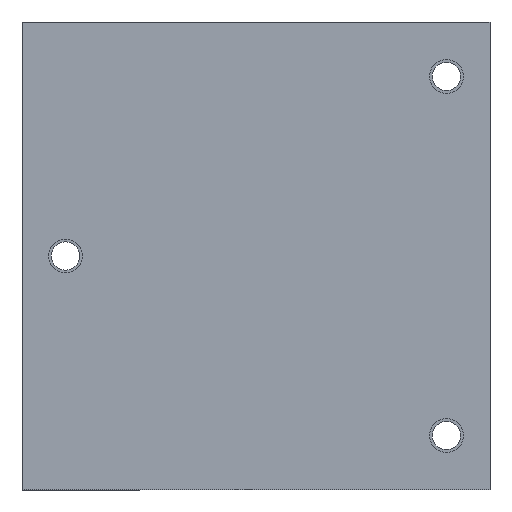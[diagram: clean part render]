
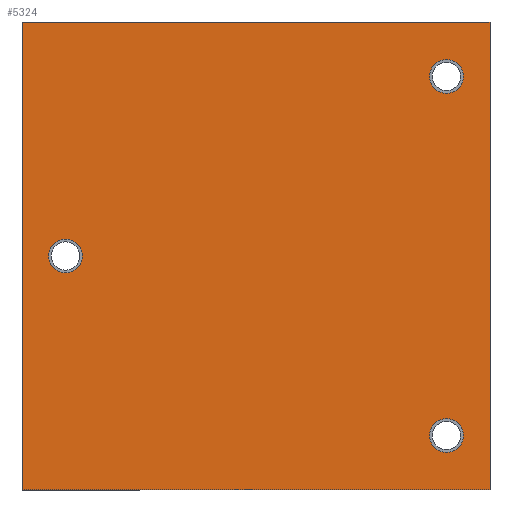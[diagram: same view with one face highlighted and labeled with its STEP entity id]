
A CAD part, front view. The second image highlights one B-rep face of the part: STEP entity #5324.
In plain terms, the highlighted planar face has unit normal (0, -1, 0).
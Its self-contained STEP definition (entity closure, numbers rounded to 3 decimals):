
#22 = ORIENTED_EDGE ( 'NONE', *, *, #2232, .F. ) ;
#68 = DIRECTION ( 'NONE',  ( 0., 0., -1. ) ) ;
#162 = CIRCLE ( 'NONE', #5256, 1.55 ) ;
#240 = FACE_BOUND ( 'NONE', #2343, .T. ) ;
#335 = FACE_BOUND ( 'NONE', #3072, .T. ) ;
#451 = CARTESIAN_POINT ( 'NONE',  ( -27.009, 0., -17.571 ) ) ;
#501 = DIRECTION ( 'NONE',  ( 0., 0., -1. ) ) ;
#531 = ORIENTED_EDGE ( 'NONE', *, *, #809, .F. ) ;
#532 = CARTESIAN_POINT ( 'NONE',  ( 11.991, 0., -12.571 ) ) ;
#604 = DIRECTION ( 'NONE',  ( 0., 0., 1. ) ) ;
#608 = DIRECTION ( 'NONE',  ( 0., 0., -1. ) ) ;
#637 = CARTESIAN_POINT ( 'NONE',  ( 11.991, 0., 20.429 ) ) ;
#645 = ORIENTED_EDGE ( 'NONE', *, *, #2735, .F. ) ;
#809 = EDGE_CURVE ( 'NONE', #3624, #1979, #4897, .T. ) ;
#842 = ORIENTED_EDGE ( 'NONE', *, *, #5205, .F. ) ;
#863 = CARTESIAN_POINT ( 'NONE',  ( 11.991, 0., 21.979 ) ) ;
#880 = CARTESIAN_POINT ( 'NONE',  ( -27.009, 0., 25.429 ) ) ;
#907 = DIRECTION ( 'NONE',  ( 0., 0., -1. ) ) ;
#971 = DIRECTION ( 'NONE',  ( 0., 0., 1. ) ) ;
#985 = LINE ( 'NONE', #5978, #5363 ) ;
#1025 = PLANE ( 'NONE',  #6492 ) ;
#1107 = DIRECTION ( 'NONE',  ( 0., 0., -1. ) ) ;
#1150 = CARTESIAN_POINT ( 'NONE',  ( 11.991, 0., 18.879 ) ) ;
#1160 = VERTEX_POINT ( 'NONE', #3558 ) ;
#1283 = EDGE_CURVE ( 'NONE', #1799, #4924, #1980, .T. ) ;
#1535 = CIRCLE ( 'NONE', #2144, 1.55 ) ;
#1564 = CARTESIAN_POINT ( 'NONE',  ( -23.009, 0., 5.479 ) ) ;
#1618 = CARTESIAN_POINT ( 'NONE',  ( 11.991, 0., -14.121 ) ) ;
#1626 = EDGE_CURVE ( 'NONE', #4924, #1799, #6422, .T. ) ;
#1678 = DIRECTION ( 'NONE',  ( 0., -1., 0. ) ) ;
#1799 = VERTEX_POINT ( 'NONE', #1150 ) ;
#1979 = VERTEX_POINT ( 'NONE', #451 ) ;
#1980 = CIRCLE ( 'NONE', #2315, 1.55 ) ;
#2124 = DIRECTION ( 'NONE',  ( 0., -1., 0. ) ) ;
#2144 = AXIS2_PLACEMENT_3D ( 'NONE', #2323, #2396, #501 ) ;
#2159 = CARTESIAN_POINT ( 'NONE',  ( 11.991, 0., 20.429 ) ) ;
#2187 = ORIENTED_EDGE ( 'NONE', *, *, #1283, .F. ) ;
#2203 = VERTEX_POINT ( 'NONE', #1618 ) ;
#2226 = AXIS2_PLACEMENT_3D ( 'NONE', #637, #2124, #608 ) ;
#2232 = EDGE_CURVE ( 'NONE', #2426, #2203, #4525, .T. ) ;
#2315 = AXIS2_PLACEMENT_3D ( 'NONE', #2159, #1678, #68 ) ;
#2319 = VECTOR ( 'NONE', #3392, 1000. ) ;
#2323 = CARTESIAN_POINT ( 'NONE',  ( -23.009, 0., 3.929 ) ) ;
#2343 = EDGE_LOOP ( 'NONE', ( #2187, #2953 ) ) ;
#2372 = DIRECTION ( 'NONE',  ( -1., 0., 0. ) ) ;
#2396 = DIRECTION ( 'NONE',  ( 0., -1., 0. ) ) ;
#2426 = VERTEX_POINT ( 'NONE', #3571 ) ;
#2448 = ORIENTED_EDGE ( 'NONE', *, *, #2475, .F. ) ;
#2475 = EDGE_CURVE ( 'NONE', #1160, #5788, #2909, .T. ) ;
#2623 = CARTESIAN_POINT ( 'NONE',  ( 11.991, 0., -12.571 ) ) ;
#2735 = EDGE_CURVE ( 'NONE', #1979, #5633, #5945, .T. ) ;
#2776 = CARTESIAN_POINT ( 'NONE',  ( 15.991, 0., -17.571 ) ) ;
#2896 = EDGE_LOOP ( 'NONE', ( #645, #531, #5706, #6096 ) ) ;
#2909 = CIRCLE ( 'NONE', #6364, 1.55 ) ;
#2953 = ORIENTED_EDGE ( 'NONE', *, *, #1626, .F. ) ;
#3034 = LINE ( 'NONE', #880, #2319 ) ;
#3072 = EDGE_LOOP ( 'NONE', ( #2448, #842 ) ) ;
#3078 = DIRECTION ( 'NONE',  ( 0., 1., 0. ) ) ;
#3178 = DIRECTION ( 'NONE',  ( 0., 0., -1. ) ) ;
#3300 = VECTOR ( 'NONE', #971, 1000. ) ;
#3392 = DIRECTION ( 'NONE',  ( 1., 0., 0. ) ) ;
#3558 = CARTESIAN_POINT ( 'NONE',  ( -23.009, 0., 2.379 ) ) ;
#3571 = CARTESIAN_POINT ( 'NONE',  ( 11.991, 0., -11.021 ) ) ;
#3598 = CARTESIAN_POINT ( 'NONE',  ( 0., 0., 0. ) ) ;
#3624 = VERTEX_POINT ( 'NONE', #2776 ) ;
#3718 = CARTESIAN_POINT ( 'NONE',  ( -27.009, 0., -17.571 ) ) ;
#3727 = FACE_OUTER_BOUND ( 'NONE', #2896, .T. ) ;
#4067 = ORIENTED_EDGE ( 'NONE', *, *, #5729, .F. ) ;
#4525 = CIRCLE ( 'NONE', #6535, 1.55 ) ;
#4664 = VECTOR ( 'NONE', #2372, 1000. ) ;
#4721 = CARTESIAN_POINT ( 'NONE',  ( -23.009, 0., 3.929 ) ) ;
#4837 = CARTESIAN_POINT ( 'NONE',  ( 15.991, 0., 25.429 ) ) ;
#4853 = EDGE_CURVE ( 'NONE', #5633, #5492, #3034, .T. ) ;
#4897 = LINE ( 'NONE', #3718, #4664 ) ;
#4924 = VERTEX_POINT ( 'NONE', #863 ) ;
#4980 = EDGE_CURVE ( 'NONE', #5492, #3624, #985, .T. ) ;
#5059 = EDGE_LOOP ( 'NONE', ( #4067, #22 ) ) ;
#5205 = EDGE_CURVE ( 'NONE', #5788, #1160, #1535, .T. ) ;
#5253 = FACE_BOUND ( 'NONE', #5059, .T. ) ;
#5256 = AXIS2_PLACEMENT_3D ( 'NONE', #532, #6056, #5558 ) ;
#5324 = ADVANCED_FACE ( 'NONE', ( #5253, #240, #335, #3727 ), #1025, .F. ) ;
#5363 = VECTOR ( 'NONE', #907, 1000. ) ;
#5492 = VERTEX_POINT ( 'NONE', #4837 ) ;
#5558 = DIRECTION ( 'NONE',  ( 0., 0., -1. ) ) ;
#5633 = VERTEX_POINT ( 'NONE', #5934 ) ;
#5644 = DIRECTION ( 'NONE',  ( 0., -1., 0. ) ) ;
#5706 = ORIENTED_EDGE ( 'NONE', *, *, #4980, .F. ) ;
#5729 = EDGE_CURVE ( 'NONE', #2203, #2426, #162, .T. ) ;
#5788 = VERTEX_POINT ( 'NONE', #1564 ) ;
#5934 = CARTESIAN_POINT ( 'NONE',  ( -27.009, 0., 25.429 ) ) ;
#5945 = LINE ( 'NONE', #6555, #3300 ) ;
#5978 = CARTESIAN_POINT ( 'NONE',  ( 15.991, 0., -17.571 ) ) ;
#6056 = DIRECTION ( 'NONE',  ( 0., -1., 0. ) ) ;
#6096 = ORIENTED_EDGE ( 'NONE', *, *, #4853, .F. ) ;
#6207 = DIRECTION ( 'NONE',  ( 0., -1., 0. ) ) ;
#6364 = AXIS2_PLACEMENT_3D ( 'NONE', #4721, #6207, #3178 ) ;
#6422 = CIRCLE ( 'NONE', #2226, 1.55 ) ;
#6492 = AXIS2_PLACEMENT_3D ( 'NONE', #3598, #3078, #604 ) ;
#6535 = AXIS2_PLACEMENT_3D ( 'NONE', #2623, #5644, #1107 ) ;
#6555 = CARTESIAN_POINT ( 'NONE',  ( -27.009, 0., -17.571 ) ) ;
